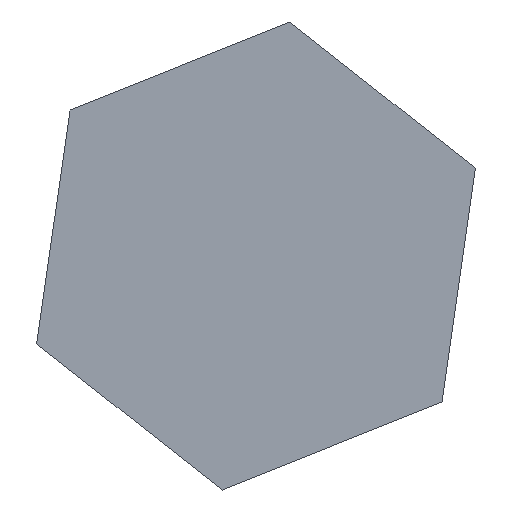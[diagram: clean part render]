
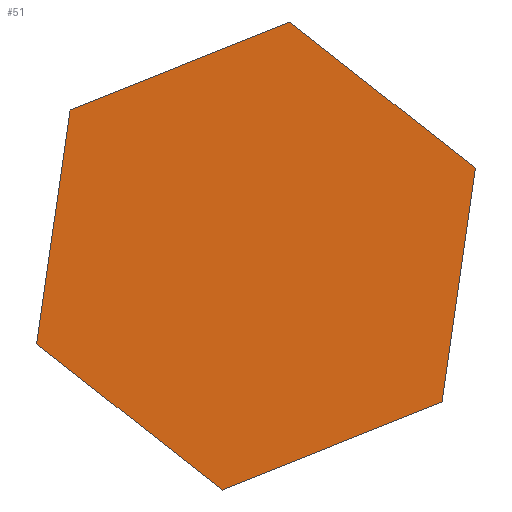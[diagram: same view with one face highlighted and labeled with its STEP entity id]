
A CAD part, left-side view. The second image highlights one B-rep face of the part: STEP entity #51.
In plain terms, the highlighted planar face has unit normal (-1, 0, 0).
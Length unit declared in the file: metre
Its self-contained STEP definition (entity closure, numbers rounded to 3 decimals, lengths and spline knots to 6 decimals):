
#51 = ADVANCED_FACE( '', ( #101 ), #102, .T. );
#101 = FACE_OUTER_BOUND( '', #144, .T. );
#102 = PLANE( '', #145 );
#144 = EDGE_LOOP( '', ( #214, #215, #216, #217, #218, #219 ) );
#145 = AXIS2_PLACEMENT_3D( '', #220, #221, #222 );
#214 = ORIENTED_EDGE( '', *, *, #258, .F. );
#215 = ORIENTED_EDGE( '', *, *, #266, .F. );
#216 = ORIENTED_EDGE( '', *, *, #267, .F. );
#217 = ORIENTED_EDGE( '', *, *, #263, .F. );
#218 = ORIENTED_EDGE( '', *, *, #246, .F. );
#219 = ORIENTED_EDGE( '', *, *, #242, .F. );
#220 = CARTESIAN_POINT( '', ( 0.343314, 2.331934, 0.539962 ) );
#221 = DIRECTION( '', ( -1., 0., 0. ) );
#222 = DIRECTION( '', ( 0., 1., 0. ) );
#242 = EDGE_CURVE( '', #275, #277, #278, .T. );
#246 = EDGE_CURVE( '', #277, #283, #284, .T. );
#258 = EDGE_CURVE( '', #300, #275, #302, .T. );
#263 = EDGE_CURVE( '', #283, #308, #309, .T. );
#266 = EDGE_CURVE( '', #312, #300, #313, .T. );
#267 = EDGE_CURVE( '', #308, #312, #314, .T. );
#275 = VERTEX_POINT( '', #323 );
#277 = VERTEX_POINT( '', #326 );
#278 = LINE( '', #327, #328 );
#283 = VERTEX_POINT( '', #335 );
#284 = LINE( '', #336, #337 );
#300 = VERTEX_POINT( '', #358 );
#302 = LINE( '', #361, #362 );
#308 = VERTEX_POINT( '', #368 );
#309 = LINE( '', #369, #370 );
#312 = VERTEX_POINT( '', #374 );
#313 = LINE( '', #375, #376 );
#314 = LINE( '', #377, #378 );
#323 = CARTESIAN_POINT( '', ( 0.343314, 2.227079, 0.611278 ) );
#326 = CARTESIAN_POINT( '', ( 0.343314, 2.212662, 0.599956 ) );
#327 = CARTESIAN_POINT( '', ( 0.343314, 2.219871, 0.605617 ) );
#328 = VECTOR( '', #385, 1. );
#335 = CARTESIAN_POINT( '', ( 0.343314, 2.215259, 0.58181 ) );
#336 = CARTESIAN_POINT( '', ( 0.343314, 2.213961, 0.590883 ) );
#337 = VECTOR( '', #388, 1. );
#358 = CARTESIAN_POINT( '', ( 0.343314, 2.244092, 0.604454 ) );
#361 = CARTESIAN_POINT( '', ( 0.343314, 2.235585, 0.607866 ) );
#362 = VECTOR( '', #401, 1. );
#368 = CARTESIAN_POINT( '', ( 0.343314, 2.232272, 0.574986 ) );
#369 = CARTESIAN_POINT( '', ( 0.343314, 2.223766, 0.578398 ) );
#370 = VECTOR( '', #405, 1. );
#374 = CARTESIAN_POINT( '', ( 0.343314, 2.246689, 0.586308 ) );
#375 = CARTESIAN_POINT( '', ( 0.343314, 2.245391, 0.595381 ) );
#376 = VECTOR( '', #407, 1. );
#377 = CARTESIAN_POINT( '', ( 0.343314, 2.239481, 0.580647 ) );
#378 = VECTOR( '', #408, 1. );
#385 = DIRECTION( '', ( 0., -0.786, -0.618 ) );
#388 = DIRECTION( '', ( 0., 0.142, -0.99 ) );
#401 = DIRECTION( '', ( 0., -0.928, 0.372 ) );
#405 = DIRECTION( '', ( 0., 0.928, -0.372 ) );
#407 = DIRECTION( '', ( 0., -0.142, 0.99 ) );
#408 = DIRECTION( '', ( 0., 0.786, 0.618 ) );
